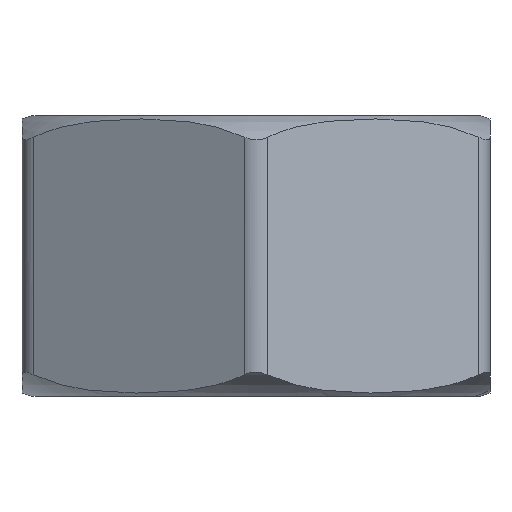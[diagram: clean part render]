
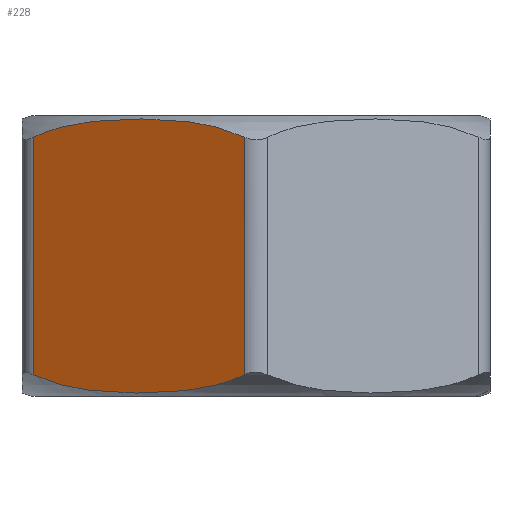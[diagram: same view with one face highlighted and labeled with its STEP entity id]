
A CAD part, front view. The second image highlights one B-rep face of the part: STEP entity #228.
In plain terms, the highlighted planar face has unit normal (-0.5, -0.866, 0).
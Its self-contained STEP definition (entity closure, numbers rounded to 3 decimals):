
#118=CARTESIAN_POINT('',(-8.55,-5.456,9.971));
#119=VERTEX_POINT('',#118);
#155=CARTESIAN_POINT('',(-8.55,-5.456,0.829));
#156=VERTEX_POINT('',#155);
#182=CARTESIAN_POINT('',(-8.55,-5.456,0.829));
#183=DIRECTION('',(0.0,0.0,1.0));
#184=VECTOR('',#183,9.141);
#185=LINE('',#182,#184);
#186=EDGE_CURVE('',#156,#119,#185,.T.);
#191=CARTESIAN_POINT('',(0.,-10.392,0.0));
#192=DIRECTION('',(-0.5,-0.866,0.0));
#193=DIRECTION('',(0.0,0.0,1.0));
#194=AXIS2_PLACEMENT_3D('',#191,#192,#193);
#195=PLANE('',#194);
#196=ORIENTED_EDGE('',*,*,#186,.F.);
#197=CARTESIAN_POINT('',(-0.45,-10.132,0.829));
#198=VERTEX_POINT('',#197);
#199=CARTESIAN_POINT('',(-8.55,-5.456,0.829));
#200=CARTESIAN_POINT('',(-7.34,-6.155,0.243));
#201=CARTESIAN_POINT('',(-5.798,-7.045,0.128));
#202=CARTESIAN_POINT('',(-4.5,-7.794,0.128));
#203=CARTESIAN_POINT('',(-3.202,-8.544,0.128));
#204=CARTESIAN_POINT('',(-1.66,-9.434,0.243));
#205=CARTESIAN_POINT('',(-0.45,-10.132,0.829));
#206=B_SPLINE_CURVE_WITH_KNOTS('',3,(#199,#200,#201,#202,#203,#204,#205),.UNSPECIFIED.,.F.,.U.,(4,3,4),(-0.45,0.0,0.45),.UNSPECIFIED.);
#207=EDGE_CURVE('',#156,#198,#206,.T.);
#208=ORIENTED_EDGE('',*,*,#207,.T.);
#209=CARTESIAN_POINT('',(-0.45,-10.132,9.971));
#210=VERTEX_POINT('',#209);
#211=CARTESIAN_POINT('',(-0.45,-10.132,9.971));
#212=DIRECTION('',(0.0,0.0,-1.0));
#213=VECTOR('',#212,9.141);
#214=LINE('',#211,#213);
#215=EDGE_CURVE('',#210,#198,#214,.T.);
#216=ORIENTED_EDGE('',*,*,#215,.F.);
#217=CARTESIAN_POINT('',(-0.45,-10.132,9.971));
#218=CARTESIAN_POINT('',(-1.66,-9.434,10.557));
#219=CARTESIAN_POINT('',(-3.202,-8.544,10.672));
#220=CARTESIAN_POINT('',(-5.798,-7.045,10.672));
#221=CARTESIAN_POINT('',(-7.34,-6.155,10.557));
#222=CARTESIAN_POINT('',(-8.55,-5.456,9.971));
#223=B_SPLINE_CURVE_WITH_KNOTS('',3,(#217,#218,#219,#220,#221,#222),.UNSPECIFIED.,.F.,.U.,(4,2,4),(1.142,1.591,2.041),.UNSPECIFIED.);
#224=EDGE_CURVE('',#210,#119,#223,.T.);
#225=ORIENTED_EDGE('',*,*,#224,.T.);
#226=EDGE_LOOP('',(#196,#208,#216,#225));
#227=FACE_OUTER_BOUND('',#226,.T.);
#228=ADVANCED_FACE('',(#227),#195,.T.);
